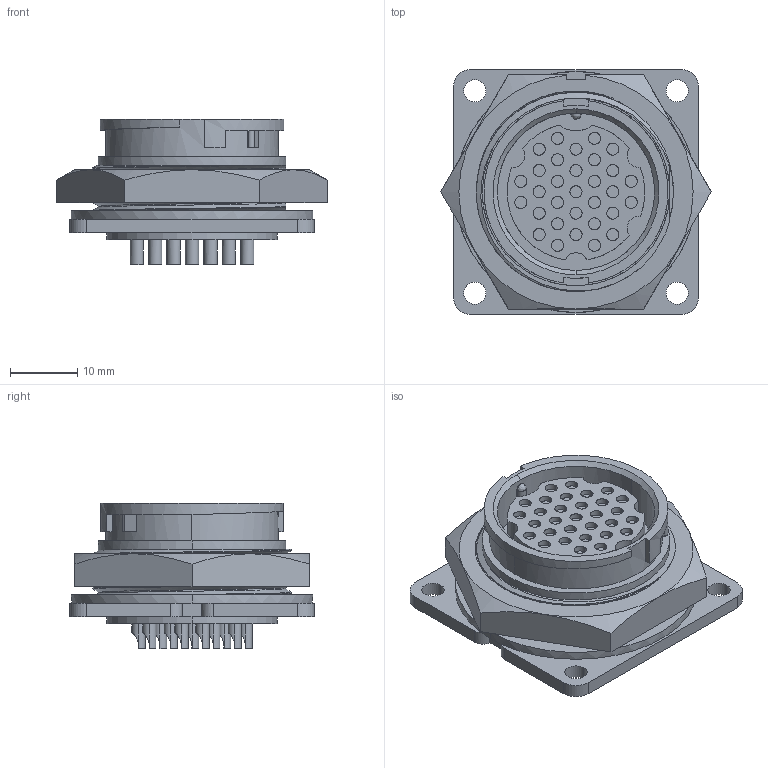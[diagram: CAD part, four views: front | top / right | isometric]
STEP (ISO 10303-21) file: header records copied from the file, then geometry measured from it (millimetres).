
FILE_DESCRIPTION (( 'STEP AP203' ), '1' );
FILE_NAME ('24282-31SG-3ES.STEP', '2016-01-13T20:55:20', ( '' ), ( '' ), 'SwSTEP 2.0', 'SolidWorks 2014', '' );
FILE_SCHEMA (( 'CONFIG_CONTROL_DESIGN' ));
Length unit declared in the file: millimetre
Products named in the file (2): 24282-31SG-3ES
Bounding box: 40.33 x 36.51 x 21.64 mm (x, y, z)
Volume: 12924.8 mm3; surface area: 8878 mm2
Topology: 2 solids, 2 shells, 449 faces, 1036 edges, 657 vertices
Faces by surface type: cylinder 305, plane 118, bspline 18, cone 8
Entity records: 29656 total; most frequent: CARTESIAN_POINT 20525, ORIENTED_EDGE 2068, DIRECTION 1392, EDGE_CURVE 1034, VERTEX_POINT 657, B_SPLINE_CURVE_WITH_KNOTS 536, EDGE_LOOP 527, AXIS2_PLACEMENT_3D 499
